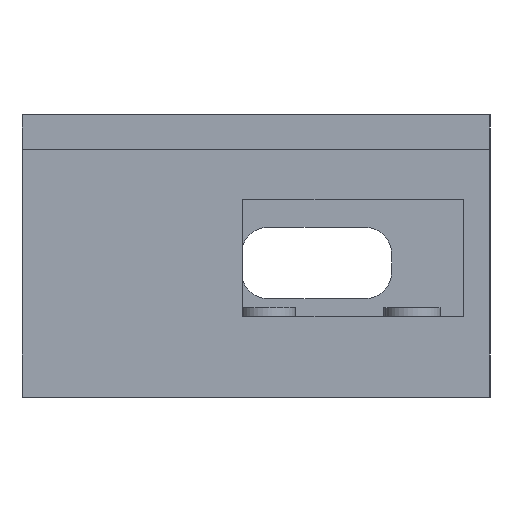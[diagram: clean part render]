
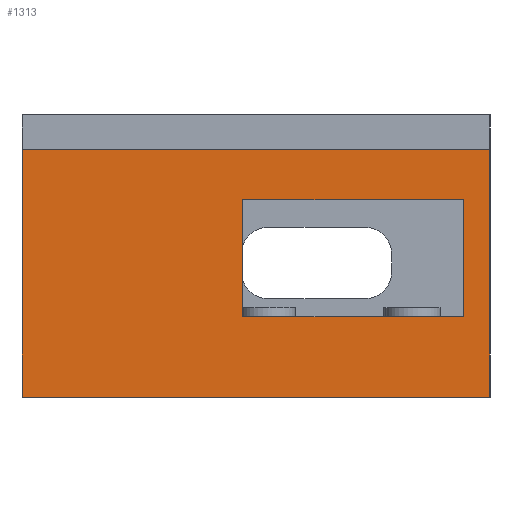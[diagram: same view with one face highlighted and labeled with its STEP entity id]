
A CAD part, left-side view. The second image highlights one B-rep face of the part: STEP entity #1313.
In plain terms, the highlighted planar face has unit normal (-1, 0, 0).
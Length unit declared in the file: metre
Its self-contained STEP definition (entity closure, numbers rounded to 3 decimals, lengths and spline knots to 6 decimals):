
#100=ORIENTED_EDGE('',*,*,#444,.T.);
#101=ORIENTED_EDGE('',*,*,#445,.F.);
#102=ORIENTED_EDGE('',*,*,#446,.F.);
#103=ORIENTED_EDGE('',*,*,#447,.T.);
#104=ORIENTED_EDGE('',*,*,#448,.T.);
#105=ORIENTED_EDGE('',*,*,#449,.T.);
#106=ORIENTED_EDGE('',*,*,#450,.T.);
#107=ORIENTED_EDGE('',*,*,#451,.T.);
#444=EDGE_CURVE('',#615,#616,#739,.T.);
#445=EDGE_CURVE('',#617,#616,#740,.T.);
#446=EDGE_CURVE('',#618,#617,#741,.T.);
#447=EDGE_CURVE('',#618,#615,#742,.T.);
#448=EDGE_CURVE('',#619,#620,#743,.T.);
#449=EDGE_CURVE('',#620,#621,#744,.T.);
#450=EDGE_CURVE('',#621,#622,#745,.T.);
#451=EDGE_CURVE('',#622,#619,#746,.T.);
#615=VERTEX_POINT('',#1971);
#616=VERTEX_POINT('',#1972);
#617=VERTEX_POINT('',#1974);
#618=VERTEX_POINT('',#1976);
#619=VERTEX_POINT('',#1979);
#620=VERTEX_POINT('',#1980);
#621=VERTEX_POINT('',#1982);
#622=VERTEX_POINT('',#1984);
#739=LINE('',#1970,#872);
#740=LINE('',#1973,#873);
#741=LINE('',#1975,#874);
#742=LINE('',#1977,#875);
#743=LINE('',#1978,#876);
#744=LINE('',#1981,#877);
#745=LINE('',#1983,#878);
#746=LINE('',#1985,#879);
#872=VECTOR('',#1580,1.);
#873=VECTOR('',#1581,1.);
#874=VECTOR('',#1582,1.);
#875=VECTOR('',#1583,1.);
#876=VECTOR('',#1584,1.);
#877=VECTOR('',#1585,1.);
#878=VECTOR('',#1586,1.);
#879=VECTOR('',#1587,1.);
#992=EDGE_LOOP('',(#100,#101,#102,#103));
#993=EDGE_LOOP('',(#104,#105,#106,#107));
#1123=FACE_BOUND('',#992,.T.);
#1124=FACE_BOUND('',#993,.T.);
#1252=PLANE('',#1429);
#1313=ADVANCED_FACE('',(#1123,#1124),#1252,.T.);
#1429=AXIS2_PLACEMENT_3D('',#1969,#1578,#1579);
#1578=DIRECTION('',(-1.,0.,0.));
#1579=DIRECTION('',(0.,0.,1.));
#1580=DIRECTION('',(0.,0.,-1.));
#1581=DIRECTION('',(0.,1.,0.));
#1582=DIRECTION('',(0.,0.,-1.));
#1583=DIRECTION('',(0.,1.,0.));
#1584=DIRECTION('',(0.,0.,1.));
#1585=DIRECTION('',(0.,-1.,0.));
#1586=DIRECTION('',(0.,0.,-1.));
#1587=DIRECTION('',(0.,1.,0.));
#1969=CARTESIAN_POINT('',(-0.045163,0.006048,0.008215));
#1970=CARTESIAN_POINT('',(-0.045163,0.023048,0.008215));
#1971=CARTESIAN_POINT('',(-0.045163,0.023048,0.008215));
#1972=CARTESIAN_POINT('',(-0.045163,0.023048,-0.009796));
#1973=CARTESIAN_POINT('',(-0.045163,0.006048,-0.009796));
#1974=CARTESIAN_POINT('',(-0.045163,-0.010952,-0.009796));
#1975=CARTESIAN_POINT('',(-0.045163,-0.010952,0.008215));
#1976=CARTESIAN_POINT('',(-0.045163,-0.010952,0.008215));
#1977=CARTESIAN_POINT('',(-0.045163,0.006048,0.008215));
#1978=CARTESIAN_POINT('',(-0.045163,0.006998,0.0003));
#1979=CARTESIAN_POINT('',(-0.045163,0.006998,-0.003951));
#1980=CARTESIAN_POINT('',(-0.045163,0.006998,0.00455));
#1981=CARTESIAN_POINT('',(-0.045163,-0.001002,0.00455));
#1982=CARTESIAN_POINT('',(-0.045163,-0.009002,0.00455));
#1983=CARTESIAN_POINT('',(-0.045163,-0.009002,0.0003));
#1984=CARTESIAN_POINT('',(-0.045163,-0.009002,-0.003951));
#1985=CARTESIAN_POINT('',(-0.045163,-0.001002,-0.003951));
